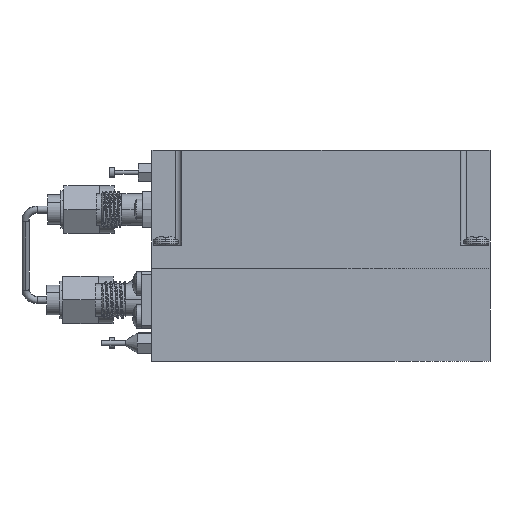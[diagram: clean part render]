
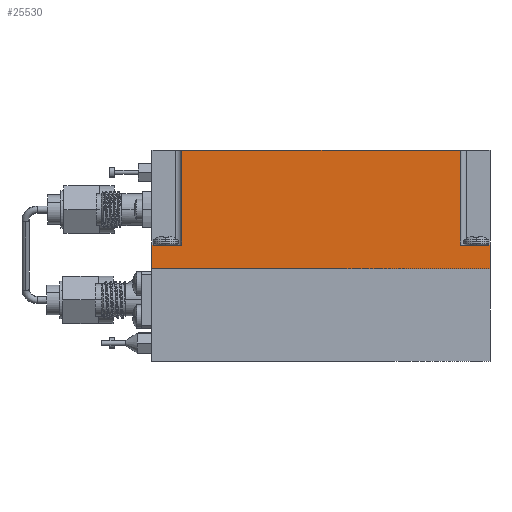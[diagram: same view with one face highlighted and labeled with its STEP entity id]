
A CAD part, front view. The second image highlights one B-rep face of the part: STEP entity #25530.
In plain terms, the highlighted planar face has unit normal (0, -1, 0).
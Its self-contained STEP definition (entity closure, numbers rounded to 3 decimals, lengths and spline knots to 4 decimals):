
#2706 = VECTOR ( 'NONE', #73942, 39.3701 ) ;
#2846 = AXIS2_PLACEMENT_3D ( 'NONE', #75177, #66923, #88997 ) ;
#3862 = ORIENTED_EDGE ( 'NONE', *, *, #15391, .T. ) ;
#4103 = VERTEX_POINT ( 'NONE', #41606 ) ;
#7503 = VECTOR ( 'NONE', #25852, 39.3701 ) ;
#7523 = DIRECTION ( 'NONE',  ( 1., 0., 0. ) ) ;
#7744 = VERTEX_POINT ( 'NONE', #43251 ) ;
#10426 = CARTESIAN_POINT ( 'NONE',  ( -2.0788, -0.9295, 1.8593 ) ) ;
#11578 = EDGE_CURVE ( 'NONE', #57043, #4103, #73956, .T. ) ;
#12348 = CARTESIAN_POINT ( 'NONE',  ( -4.3307, -0.9295, 1.7018 ) ) ;
#12581 = ORIENTED_EDGE ( 'NONE', *, *, #36380, .F. ) ;
#12702 = VECTOR ( 'NONE', #51016, 39.3701 ) ;
#12814 = EDGE_CURVE ( 'NONE', #81792, #75382, #53279, .T. ) ;
#13527 = VERTEX_POINT ( 'NONE', #12348 ) ;
#14228 = ORIENTED_EDGE ( 'NONE', *, *, #11578, .F. ) ;
#14829 = CARTESIAN_POINT ( 'NONE',  ( -2.0788, -0.9295, 2.4892 ) ) ;
#15391 = EDGE_CURVE ( 'NONE', #13527, #78018, #90921, .T. ) ;
#16582 = LINE ( 'NONE', #59424, #78111 ) ;
#17224 = ORIENTED_EDGE ( 'NONE', *, *, #12814, .F. ) ;
#18288 = VECTOR ( 'NONE', #56342, 39.3701 ) ;
#19123 = DIRECTION ( 'NONE',  ( 1., 0., 0. ) ) ;
#19716 = CARTESIAN_POINT ( 'NONE',  ( -2.0788, -0.9295, 1.8593 ) ) ;
#20255 = CARTESIAN_POINT ( 'NONE',  ( -2.2776, -0.9295, 1.8593 ) ) ;
#20736 = CARTESIAN_POINT ( 'NONE',  ( -4.1319, -0.9295, 1.8593 ) ) ;
#22472 = ORIENTED_EDGE ( 'NONE', *, *, #74211, .T. ) ;
#24590 = EDGE_LOOP ( 'NONE', ( #65102, #17224, #44011, #58071, #14228, #12581, #22472, #3862 ) ) ;
#25410 = LINE ( 'NONE', #66449, #7503 ) ;
#25530 = ADVANCED_FACE ( 'NONE', ( #38807 ), #80265, .F. ) ;
#25852 = DIRECTION ( 'NONE',  ( 1., 0., 0. ) ) ;
#27232 = EDGE_CURVE ( 'NONE', #81792, #46351, #16582, .T. ) ;
#28068 = VECTOR ( 'NONE', #7523, 39.3701 ) ;
#28441 = CARTESIAN_POINT ( 'NONE',  ( -4.3307, -0.9295, 2.4892 ) ) ;
#34243 = CARTESIAN_POINT ( 'NONE',  ( -4.3307, -0.9295, 1.7018 ) ) ;
#36380 = EDGE_CURVE ( 'NONE', #7744, #57043, #25410, .T. ) ;
#38127 = VECTOR ( 'NONE', #19123, 39.3701 ) ;
#38807 = FACE_OUTER_BOUND ( 'NONE', #24590, .T. ) ;
#41606 = CARTESIAN_POINT ( 'NONE',  ( -4.1319, -0.9295, 2.4892 ) ) ;
#43251 = CARTESIAN_POINT ( 'NONE',  ( -4.3307, -0.9295, 1.8593 ) ) ;
#43851 = LINE ( 'NONE', #14829, #18288 ) ;
#44011 = ORIENTED_EDGE ( 'NONE', *, *, #27232, .T. ) ;
#46351 = VERTEX_POINT ( 'NONE', #88255 ) ;
#51016 = DIRECTION ( 'NONE',  ( 0., 0., -1. ) ) ;
#53279 = LINE ( 'NONE', #10426, #38127 ) ;
#53714 = LINE ( 'NONE', #80865, #2706 ) ;
#56342 = DIRECTION ( 'NONE',  ( 0., 0., -1. ) ) ;
#57043 = VERTEX_POINT ( 'NONE', #20736 ) ;
#57964 = LINE ( 'NONE', #28441, #12702 ) ;
#58071 = ORIENTED_EDGE ( 'NONE', *, *, #67591, .F. ) ;
#59255 = DIRECTION ( 'NONE',  ( 0., 0., 1. ) ) ;
#59424 = CARTESIAN_POINT ( 'NONE',  ( -2.2776, -0.9295, 1.4206 ) ) ;
#65102 = ORIENTED_EDGE ( 'NONE', *, *, #71263, .F. ) ;
#65701 = CARTESIAN_POINT ( 'NONE',  ( -4.1319, -0.9295, 1.4206 ) ) ;
#66449 = CARTESIAN_POINT ( 'NONE',  ( -4.3307, -0.9295, 1.8593 ) ) ;
#66923 = DIRECTION ( 'NONE',  ( 0., 1., 0. ) ) ;
#67591 = EDGE_CURVE ( 'NONE', #4103, #46351, #53714, .T. ) ;
#71263 = EDGE_CURVE ( 'NONE', #75382, #78018, #43851, .T. ) ;
#72659 = DIRECTION ( 'NONE',  ( 0., 0., 1. ) ) ;
#73942 = DIRECTION ( 'NONE',  ( 1., 0., 0. ) ) ;
#73956 = LINE ( 'NONE', #65701, #90861 ) ;
#74211 = EDGE_CURVE ( 'NONE', #7744, #13527, #57964, .T. ) ;
#75177 = CARTESIAN_POINT ( 'NONE',  ( -4.3307, -0.9295, 2.4892 ) ) ;
#75382 = VERTEX_POINT ( 'NONE', #19716 ) ;
#78018 = VERTEX_POINT ( 'NONE', #86781 ) ;
#78111 = VECTOR ( 'NONE', #72659, 39.3701 ) ;
#80265 = PLANE ( 'NONE',  #2846 ) ;
#80865 = CARTESIAN_POINT ( 'NONE',  ( -4.3307, -0.9295, 2.4892 ) ) ;
#81792 = VERTEX_POINT ( 'NONE', #20255 ) ;
#86781 = CARTESIAN_POINT ( 'NONE',  ( -2.0788, -0.9295, 1.7018 ) ) ;
#88255 = CARTESIAN_POINT ( 'NONE',  ( -2.2776, -0.9295, 2.4892 ) ) ;
#88997 = DIRECTION ( 'NONE',  ( 1., 0., 0. ) ) ;
#90861 = VECTOR ( 'NONE', #59255, 39.3701 ) ;
#90921 = LINE ( 'NONE', #34243, #28068 ) ;
